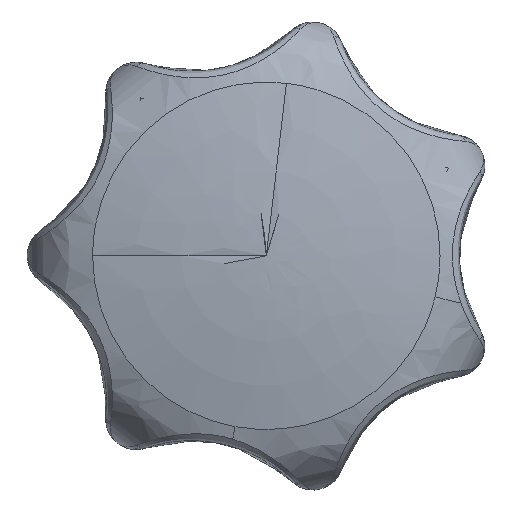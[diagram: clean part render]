
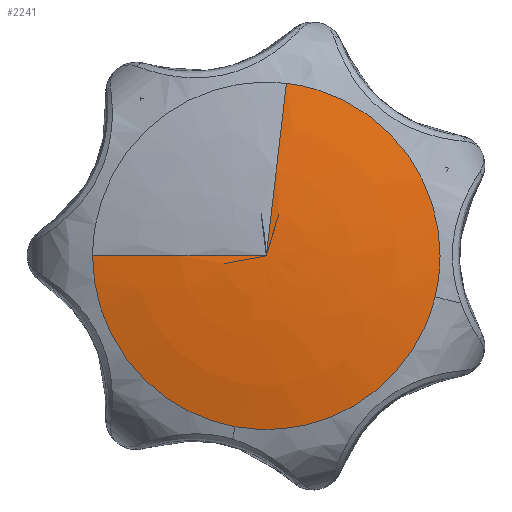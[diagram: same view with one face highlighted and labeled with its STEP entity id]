
A CAD part, top view. The second image highlights one B-rep face of the part: STEP entity #2241.
In plain terms, the highlighted free-form (B-spline) face has degree [2, 2] with [3, 7] control points.
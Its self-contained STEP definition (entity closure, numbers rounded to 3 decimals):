
#1221=CARTESIAN_POINT('',(-4.13,-22.498,39.503));
#1222=VERTEX_POINT('',#1221);
#1223=CARTESIAN_POINT('',(22.225,-5.41,39.503));
#1224=VERTEX_POINT('',#1223);
#1225=CARTESIAN_POINT('',(-4.13,-22.498,39.503));
#1226=CARTESIAN_POINT('',(-2.082,-22.873,39.503));
#1227=CARTESIAN_POINT('',(0.,-22.873,39.503));
#1228=CARTESIAN_POINT('',(17.974,-22.873,39.503));
#1229=CARTESIAN_POINT('',(22.225,-5.41,39.503));
#1237=(BOUNDED_CURVE()B_SPLINE_CURVE(2,(#1225,#1226,#1227,#1228,#1229),.UNSPECIFIED.,.F.,.U.)B_SPLINE_CURVE_WITH_KNOTS((3,2,3),(0.219,0.25,0.46),.UNSPECIFIED.)CURVE()GEOMETRIC_REPRESENTATION_ITEM()RATIONAL_B_SPLINE_CURVE((0.936,0.964,1.0,0.754,0.921))REPRESENTATION_ITEM(''));
#1238=EDGE_CURVE('',#1222,#1224,#1237,.T.);
#1529=CARTESIAN_POINT('',(-22.873,0.0,39.503));
#1530=VERTEX_POINT('',#1529);
#1531=CARTESIAN_POINT('',(-22.873,0.0,39.503));
#1532=CARTESIAN_POINT('',(-22.873,-19.057,39.503));
#1533=CARTESIAN_POINT('',(-4.13,-22.498,39.503));
#1541=(BOUNDED_CURVE()B_SPLINE_CURVE(2,(#1531,#1532,#1533),.UNSPECIFIED.,.F.,.U.)B_SPLINE_CURVE_WITH_KNOTS((3,3),(0.0,0.219),.UNSPECIFIED.)CURVE()GEOMETRIC_REPRESENTATION_ITEM()RATIONAL_B_SPLINE_CURVE((1.0,0.743,0.936))REPRESENTATION_ITEM(''));
#1542=EDGE_CURVE('',#1530,#1222,#1541,.T.);
#1544=CARTESIAN_POINT('',(2.641,22.72,39.503));
#1545=VERTEX_POINT('',#1544);
#1561=CARTESIAN_POINT('',(22.873,0.0,39.503));
#1562=VERTEX_POINT('',#1561);
#1563=CARTESIAN_POINT('',(22.873,0.0,39.503));
#1564=CARTESIAN_POINT('',(22.873,20.369,39.503));
#1565=CARTESIAN_POINT('',(2.641,22.72,39.503));
#1573=(BOUNDED_CURVE()B_SPLINE_CURVE(2,(#1563,#1564,#1565),.UNSPECIFIED.,.F.,.U.)B_SPLINE_CURVE_WITH_KNOTS((3,3),(0.5,0.73),.UNSPECIFIED.)CURVE()GEOMETRIC_REPRESENTATION_ITEM()RATIONAL_B_SPLINE_CURVE((1.0,0.731,0.957))REPRESENTATION_ITEM(''));
#1574=EDGE_CURVE('',#1562,#1545,#1573,.T.);
#1576=CARTESIAN_POINT('',(22.225,-5.41,39.503));
#1577=CARTESIAN_POINT('',(22.873,-2.744,39.503));
#1578=CARTESIAN_POINT('',(22.873,0.0,39.503));
#1586=(BOUNDED_CURVE()B_SPLINE_CURVE(2,(#1576,#1577,#1578),.UNSPECIFIED.,.F.,.U.)B_SPLINE_CURVE_WITH_KNOTS((3,3),(0.46,0.5),.UNSPECIFIED.)CURVE()GEOMETRIC_REPRESENTATION_ITEM()RATIONAL_B_SPLINE_CURVE((0.921,0.953,1.0))REPRESENTATION_ITEM(''));
#1587=EDGE_CURVE('',#1224,#1562,#1586,.T.);
#2178=CARTESIAN_POINT('',(2.774,23.861,39.243));
#2179=CARTESIAN_POINT('',(1.405,12.087,42.));
#2180=CARTESIAN_POINT('',(0.,0.,42.));
#2181=CARTESIAN_POINT('',(24.021,21.391,39.243));
#2182=CARTESIAN_POINT('',(12.169,10.836,42.));
#2183=CARTESIAN_POINT('',(0.,0.0,42.));
#2184=CARTESIAN_POINT('',(24.021,0.0,39.243));
#2185=CARTESIAN_POINT('',(12.169,0.0,42.));
#2186=CARTESIAN_POINT('',(0.,0.0,42.));
#2187=CARTESIAN_POINT('',(24.021,-24.021,39.243));
#2188=CARTESIAN_POINT('',(12.169,-12.169,42.));
#2189=CARTESIAN_POINT('',(0.0,0.,42.));
#2190=CARTESIAN_POINT('',(0.0,-24.021,39.243));
#2191=CARTESIAN_POINT('',(0.0,-12.169,42.));
#2192=CARTESIAN_POINT('',(0.0,0.,42.));
#2193=CARTESIAN_POINT('',(-24.021,-24.021,39.243));
#2194=CARTESIAN_POINT('',(-12.169,-12.169,42.));
#2195=CARTESIAN_POINT('',(0.,0.0,42.));
#2196=CARTESIAN_POINT('',(-24.021,0.0,39.243));
#2197=CARTESIAN_POINT('',(-12.169,0.0,42.));
#2198=CARTESIAN_POINT('',(0.,0.0,42.));
#2206=(BOUNDED_SURFACE()B_SPLINE_SURFACE(2,2,((#2178,#2181,#2184,#2187,#2190,#2193,#2196),(#2179,#2182,#2185,#2188,#2191,#2194,#2197),(#2180,#2183,#2186,#2189,#2192,#2195,#2198)),.UNSPECIFIED.,.F.,.F.,.U.)B_SPLINE_SURFACE_WITH_KNOTS((3,3),(3,2,2,3),(0.926,1.0),(0.27,0.5,0.75,1.0),.UNSPECIFIED.)GEOMETRIC_REPRESENTATION_ITEM()RATIONAL_B_SPLINE_SURFACE(((0.912,0.697,0.954,0.674,0.954,0.674,0.954),(0.928,0.709,0.97,0.686,0.97,0.686,0.97),(0.957,0.731,1.0,0.707,1.0,0.707,1.0)))REPRESENTATION_ITEM('')SURFACE());
#2207=ORIENTED_EDGE('',*,*,#1574,.T.);
#2208=CARTESIAN_POINT('',(0.0,0.,42.));
#2209=VERTEX_POINT('',#2208);
#2210=CARTESIAN_POINT('',(2.641,22.72,39.503));
#2211=CARTESIAN_POINT('',(1.336,11.496,42.));
#2212=CARTESIAN_POINT('',(0.,0.,42.));
#2220=(BOUNDED_CURVE()B_SPLINE_CURVE(2,(#2210,#2211,#2212),.UNSPECIFIED.,.F.,.U.)B_SPLINE_CURVE_WITH_KNOTS((3,3),(0.929,1.0),.UNSPECIFIED.)CURVE()GEOMETRIC_REPRESENTATION_ITEM()RATIONAL_B_SPLINE_CURVE((0.914,0.93,0.957))REPRESENTATION_ITEM(''));
#2221=EDGE_CURVE('',#1545,#2209,#2220,.T.);
#2222=ORIENTED_EDGE('',*,*,#2221,.T.);
#2223=CARTESIAN_POINT('',(-22.873,0.0,39.503));
#2224=CARTESIAN_POINT('',(-11.573,0.0,42.));
#2225=CARTESIAN_POINT('',(0.,0.0,42.));
#2233=(BOUNDED_CURVE()B_SPLINE_CURVE(2,(#2223,#2224,#2225),.UNSPECIFIED.,.F.,.U.)B_SPLINE_CURVE_WITH_KNOTS((3,3),(0.929,1.0),.UNSPECIFIED.)CURVE()GEOMETRIC_REPRESENTATION_ITEM()RATIONAL_B_SPLINE_CURVE((0.955,0.972,1.0))REPRESENTATION_ITEM(''));
#2234=EDGE_CURVE('',#1530,#2209,#2233,.T.);
#2235=ORIENTED_EDGE('',*,*,#2234,.F.);
#2236=ORIENTED_EDGE('',*,*,#1542,.T.);
#2237=ORIENTED_EDGE('',*,*,#1238,.T.);
#2238=ORIENTED_EDGE('',*,*,#1587,.T.);
#2239=EDGE_LOOP('',(#2207,#2222,#2235,#2236,#2237,#2238));
#2240=FACE_OUTER_BOUND('',#2239,.T.);
#2241=ADVANCED_FACE('',(#2240),#2206,.T.);
